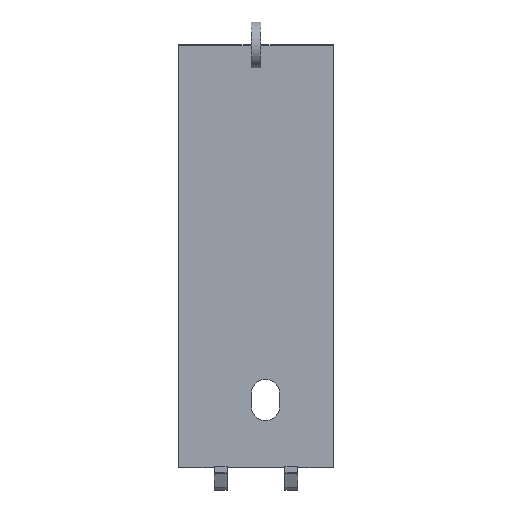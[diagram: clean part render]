
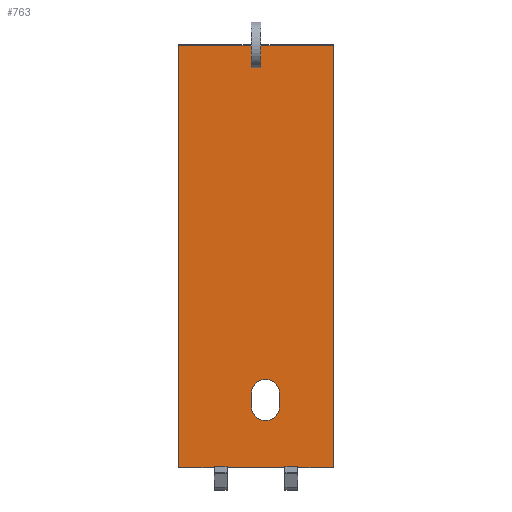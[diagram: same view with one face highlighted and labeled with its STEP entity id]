
A CAD part, front view. The second image highlights one B-rep face of the part: STEP entity #763.
In plain terms, the highlighted planar face has unit normal (0, -1, 0).
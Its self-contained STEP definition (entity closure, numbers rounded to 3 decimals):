
#74=CARTESIAN_POINT('',(-0.6,-2.4,-48.995));
#75=VERTEX_POINT('',#74);
#76=CARTESIAN_POINT('',(-0.6,-2.4,-47.245));
#77=VERTEX_POINT('',#76);
#78=CARTESIAN_POINT('',(-0.6,-2.4,-48.995));
#79=DIRECTION('',(0.,0.,1.));
#80=VECTOR('',#79,1.75);
#81=LINE('',#78,#80);
#82=EDGE_CURVE('',#75,#77,#81,.T.);
#114=CARTESIAN_POINT('',(3.1,-2.4,-47.245));
#115=VERTEX_POINT('',#114);
#116=CARTESIAN_POINT('',(1.25,-2.4,-47.245));
#117=DIRECTION('',(-0.,1.,0.));
#118=DIRECTION('',(1.,0.,0.));
#119=AXIS2_PLACEMENT_3D('',#116,#117,#118);
#120=CIRCLE('',#119,1.85);
#121=EDGE_CURVE('',#77,#115,#120,.T.);
#147=CARTESIAN_POINT('',(3.1,-2.4,-48.995));
#148=VERTEX_POINT('',#147);
#149=CARTESIAN_POINT('',(3.1,-2.4,-47.245));
#150=DIRECTION('',(0.,0.,-1.));
#151=VECTOR('',#150,1.75);
#152=LINE('',#149,#151);
#153=EDGE_CURVE('',#115,#148,#152,.T.);
#178=CARTESIAN_POINT('',(1.25,-2.4,-48.995));
#179=DIRECTION('',(0.,1.,0.));
#180=DIRECTION('',(-1.,0.,0.));
#181=AXIS2_PLACEMENT_3D('',#178,#179,#180);
#182=CIRCLE('',#181,1.85);
#183=EDGE_CURVE('',#148,#75,#182,.T.);
#202=CARTESIAN_POINT('',(3.8,-2.4,-56.958));
#203=VERTEX_POINT('',#202);
#204=CARTESIAN_POINT('',(3.8,-2.4,-56.923));
#205=VERTEX_POINT('',#204);
#206=CARTESIAN_POINT('',(3.8,-2.4,-56.958));
#207=DIRECTION('',(0.,0.,1.));
#208=VECTOR('',#207,0.034);
#209=LINE('',#206,#208);
#210=EDGE_CURVE('',#203,#205,#209,.T.);
#490=CARTESIAN_POINT('',(5.5,-2.4,-56.923));
#491=VERTEX_POINT('',#490);
#492=CARTESIAN_POINT('',(3.8,-2.4,-56.923));
#493=DIRECTION('',(1.,0.,-0.));
#494=VECTOR('',#493,1.7);
#495=LINE('',#492,#494);
#496=EDGE_CURVE('',#205,#491,#495,.T.);
#607=CARTESIAN_POINT('',(5.5,-2.4,-56.958));
#608=VERTEX_POINT('',#607);
#609=CARTESIAN_POINT('',(5.5,-2.4,-56.923));
#610=DIRECTION('',(0.,0.,-1.));
#611=VECTOR('',#610,0.034);
#612=LINE('',#609,#611);
#613=EDGE_CURVE('',#491,#608,#612,.T.);
#645=CARTESIAN_POINT('',(-10.2,-2.4,-56.958));
#646=DIRECTION('',(0.,-1.,0.));
#647=DIRECTION('',(0.,0.,-1.));
#648=AXIS2_PLACEMENT_3D('',#645,#646,#647);
#649=PLANE('',#648);
#650=ORIENTED_EDGE('',*,*,#153,.T.);
#651=ORIENTED_EDGE('',*,*,#183,.T.);
#652=ORIENTED_EDGE('',*,*,#82,.T.);
#653=ORIENTED_EDGE('',*,*,#121,.T.);
#654=EDGE_LOOP('',(#650,#651,#652,#653));
#655=FACE_BOUND('',#654,.T.);
#656=ORIENTED_EDGE('',*,*,#210,.T.);
#657=ORIENTED_EDGE('',*,*,#496,.T.);
#658=ORIENTED_EDGE('',*,*,#613,.T.);
#659=CARTESIAN_POINT('',(10.2,-2.4,-56.958));
#660=VERTEX_POINT('',#659);
#661=CARTESIAN_POINT('',(5.5,-2.4,-56.958));
#662=DIRECTION('',(1.,0.,-0.));
#663=VECTOR('',#662,4.7);
#664=LINE('',#661,#663);
#665=EDGE_CURVE('',#608,#660,#664,.T.);
#666=ORIENTED_EDGE('',*,*,#665,.T.);
#667=CARTESIAN_POINT('',(10.2,-2.4,-1.442));
#668=VERTEX_POINT('',#667);
#669=CARTESIAN_POINT('',(10.2,-2.4,-56.958));
#670=DIRECTION('',(0.,0.,1.));
#671=VECTOR('',#670,55.516);
#672=LINE('',#669,#671);
#673=EDGE_CURVE('',#660,#668,#672,.T.);
#674=ORIENTED_EDGE('',*,*,#673,.T.);
#675=CARTESIAN_POINT('',(0.65,-2.4,-1.442));
#676=VERTEX_POINT('',#675);
#677=CARTESIAN_POINT('',(0.65,-2.4,-1.442));
#678=DIRECTION('',(1.,0.,-0.));
#679=VECTOR('',#678,9.55);
#680=LINE('',#677,#679);
#681=EDGE_CURVE('',#676,#668,#680,.T.);
#682=ORIENTED_EDGE('',*,*,#681,.F.);
#683=CARTESIAN_POINT('',(0.65,-2.4,-4.37));
#684=VERTEX_POINT('',#683);
#685=CARTESIAN_POINT('',(0.65,-2.4,-1.442));
#686=DIRECTION('',(0.,0.,-1.));
#687=VECTOR('',#686,2.928);
#688=LINE('',#685,#687);
#689=EDGE_CURVE('',#676,#684,#688,.T.);
#690=ORIENTED_EDGE('',*,*,#689,.T.);
#691=CARTESIAN_POINT('',(-0.65,-2.4,-4.37));
#692=VERTEX_POINT('',#691);
#693=CARTESIAN_POINT('',(0.65,-2.4,-4.37));
#694=DIRECTION('',(-1.,0.,0.));
#695=VECTOR('',#694,1.3);
#696=LINE('',#693,#695);
#697=EDGE_CURVE('',#684,#692,#696,.T.);
#698=ORIENTED_EDGE('',*,*,#697,.T.);
#699=CARTESIAN_POINT('',(-0.65,-2.4,-1.442));
#700=VERTEX_POINT('',#699);
#701=CARTESIAN_POINT('',(-0.65,-2.4,-4.37));
#702=DIRECTION('',(0.,0.,1.));
#703=VECTOR('',#702,2.928);
#704=LINE('',#701,#703);
#705=EDGE_CURVE('',#692,#700,#704,.T.);
#706=ORIENTED_EDGE('',*,*,#705,.T.);
#707=CARTESIAN_POINT('',(-10.2,-2.4,-1.442));
#708=VERTEX_POINT('',#707);
#709=CARTESIAN_POINT('',(-10.2,-2.4,-1.442));
#710=DIRECTION('',(1.,0.,-0.));
#711=VECTOR('',#710,9.55);
#712=LINE('',#709,#711);
#713=EDGE_CURVE('',#708,#700,#712,.T.);
#714=ORIENTED_EDGE('',*,*,#713,.F.);
#715=CARTESIAN_POINT('',(-10.2,-2.4,-56.958));
#716=VERTEX_POINT('',#715);
#717=CARTESIAN_POINT('',(-10.2,-2.4,-1.442));
#718=DIRECTION('',(0.,0.,-1.));
#719=VECTOR('',#718,55.516);
#720=LINE('',#717,#719);
#721=EDGE_CURVE('',#708,#716,#720,.T.);
#722=ORIENTED_EDGE('',*,*,#721,.T.);
#723=CARTESIAN_POINT('',(-5.5,-2.4,-56.958));
#724=VERTEX_POINT('',#723);
#725=CARTESIAN_POINT('',(-10.2,-2.4,-56.958));
#726=DIRECTION('',(1.,0.,-0.));
#727=VECTOR('',#726,4.7);
#728=LINE('',#725,#727);
#729=EDGE_CURVE('',#716,#724,#728,.T.);
#730=ORIENTED_EDGE('',*,*,#729,.T.);
#731=CARTESIAN_POINT('',(-5.5,-2.4,-56.923));
#732=VERTEX_POINT('',#731);
#733=CARTESIAN_POINT('',(-5.5,-2.4,-56.958));
#734=DIRECTION('',(0.,0.,1.));
#735=VECTOR('',#734,0.034);
#736=LINE('',#733,#735);
#737=EDGE_CURVE('',#724,#732,#736,.T.);
#738=ORIENTED_EDGE('',*,*,#737,.T.);
#739=CARTESIAN_POINT('',(-3.8,-2.4,-56.923));
#740=VERTEX_POINT('',#739);
#741=CARTESIAN_POINT('',(-5.5,-2.4,-56.923));
#742=DIRECTION('',(1.,0.,-0.));
#743=VECTOR('',#742,1.7);
#744=LINE('',#741,#743);
#745=EDGE_CURVE('',#732,#740,#744,.T.);
#746=ORIENTED_EDGE('',*,*,#745,.T.);
#747=CARTESIAN_POINT('',(-3.8,-2.4,-56.958));
#748=VERTEX_POINT('',#747);
#749=CARTESIAN_POINT('',(-3.8,-2.4,-56.923));
#750=DIRECTION('',(0.,0.,-1.));
#751=VECTOR('',#750,0.034);
#752=LINE('',#749,#751);
#753=EDGE_CURVE('',#740,#748,#752,.T.);
#754=ORIENTED_EDGE('',*,*,#753,.T.);
#755=CARTESIAN_POINT('',(-3.8,-2.4,-56.958));
#756=DIRECTION('',(1.,0.,-0.));
#757=VECTOR('',#756,7.6);
#758=LINE('',#755,#757);
#759=EDGE_CURVE('',#748,#203,#758,.T.);
#760=ORIENTED_EDGE('',*,*,#759,.T.);
#761=EDGE_LOOP('',(#656,#657,#658,#666,#674,#682,#690,#698,#706,#714,#722,#730,#738,#746,#754,#760));
#762=FACE_BOUND('',#761,.T.);
#763=ADVANCED_FACE('',(#655,#762),#649,.T.);
